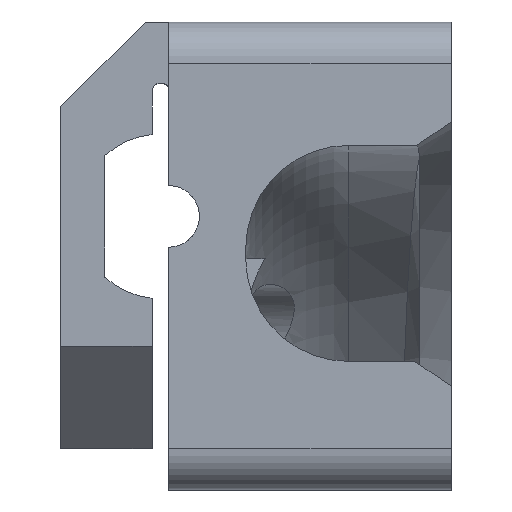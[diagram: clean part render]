
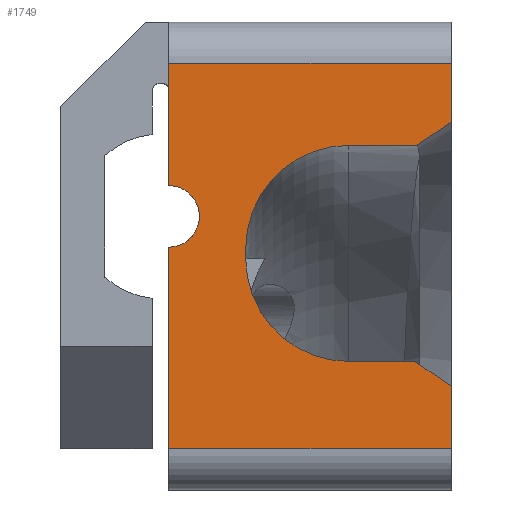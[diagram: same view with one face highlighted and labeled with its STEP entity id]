
A CAD part, left-side view. The second image highlights one B-rep face of the part: STEP entity #1749.
In plain terms, the highlighted planar face has unit normal (-1, 0, 0).
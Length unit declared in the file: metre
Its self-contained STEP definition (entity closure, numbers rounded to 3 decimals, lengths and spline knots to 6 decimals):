
#75=CIRCLE('',#1815,0.01);
#92=CIRCLE('',#1853,0.003);
#98=CIRCLE('',#1882,0.01);
#468=ORIENTED_EDGE('',*,*,#785,.T.);
#469=ORIENTED_EDGE('',*,*,#692,.T.);
#470=ORIENTED_EDGE('',*,*,#713,.T.);
#471=ORIENTED_EDGE('',*,*,#618,.T.);
#472=ORIENTED_EDGE('',*,*,#736,.T.);
#473=ORIENTED_EDGE('',*,*,#599,.T.);
#474=ORIENTED_EDGE('',*,*,#712,.T.);
#475=ORIENTED_EDGE('',*,*,#646,.T.);
#476=ORIENTED_EDGE('',*,*,#669,.T.);
#477=ORIENTED_EDGE('',*,*,#675,.T.);
#478=ORIENTED_EDGE('',*,*,#672,.T.);
#479=ORIENTED_EDGE('',*,*,#797,.T.);
#480=ORIENTED_EDGE('',*,*,#788,.T.);
#481=ORIENTED_EDGE('',*,*,#794,.T.);
#599=EDGE_CURVE('',#845,#844,#1012,.T.);
#618=EDGE_CURVE('',#863,#864,#1027,.T.);
#646=EDGE_CURVE('',#892,#891,#1047,.T.);
#669=EDGE_CURVE('',#891,#910,#1058,.T.);
#672=EDGE_CURVE('',#914,#913,#75,.T.);
#675=EDGE_CURVE('',#910,#914,#1062,.T.);
#692=EDGE_CURVE('',#926,#925,#1074,.T.);
#712=EDGE_CURVE('',#844,#892,#1087,.T.);
#713=EDGE_CURVE('',#925,#863,#1088,.T.);
#736=EDGE_CURVE('',#864,#845,#92,.T.);
#785=EDGE_CURVE('',#986,#926,#1139,.T.);
#788=EDGE_CURVE('',#988,#987,#98,.T.);
#794=EDGE_CURVE('',#987,#986,#1146,.T.);
#797=EDGE_CURVE('',#913,#988,#1149,.T.);
#844=VERTEX_POINT('',#2400);
#845=VERTEX_POINT('',#2402);
#863=VERTEX_POINT('',#2446);
#864=VERTEX_POINT('',#2447);
#891=VERTEX_POINT('',#2510);
#892=VERTEX_POINT('',#2512);
#910=VERTEX_POINT('',#2582);
#913=VERTEX_POINT('',#2589);
#914=VERTEX_POINT('',#2591);
#925=VERTEX_POINT('',#2631);
#926=VERTEX_POINT('',#2633);
#986=VERTEX_POINT('',#2874);
#987=VERTEX_POINT('',#2878);
#988=VERTEX_POINT('',#2880);
#1012=LINE('',#2401,#1191);
#1027=LINE('',#2445,#1206);
#1047=LINE('',#2511,#1226);
#1058=LINE('',#2583,#1237);
#1062=LINE('',#2595,#1241);
#1074=LINE('',#2632,#1253);
#1087=LINE('',#2687,#1266);
#1088=LINE('',#2689,#1267);
#1139=LINE('',#2873,#1318);
#1146=LINE('',#2890,#1325);
#1149=LINE('',#2897,#1328);
#1191=VECTOR('',#1937,1.);
#1206=VECTOR('',#1958,1.);
#1226=VECTOR('',#1996,1.);
#1237=VECTOR('',#2031,1.);
#1241=VECTOR('',#2043,1.);
#1253=VECTOR('',#2067,1.);
#1266=VECTOR('',#2108,1.);
#1267=VECTOR('',#2111,1.);
#1318=VECTOR('',#2248,1.);
#1325=VECTOR('',#2265,1.);
#1328=VECTOR('',#2274,1.);
#1459=EDGE_LOOP('',(#468,#469,#470,#471,#472,#473,#474,#475,#476,#477,#478,
#479,#480,#481));
#1583=FACE_BOUND('',#1459,.T.);
#1660=PLANE('',#1899);
#1749=ADVANCED_FACE('',(#1583),#1660,.F.);
#1815=AXIS2_PLACEMENT_3D('',#2590,#2037,#2038);
#1853=AXIS2_PLACEMENT_3D('',#2769,#2149,#2150);
#1882=AXIS2_PLACEMENT_3D('',#2879,#2253,#2254);
#1899=AXIS2_PLACEMENT_3D('',#2919,#2304,#2305);
#1937=DIRECTION('',(0.,0.,-1.));
#1958=DIRECTION('',(0.,0.,-1.));
#1996=DIRECTION('',(0.,0.,1.));
#2031=DIRECTION('',(0.,0.828,0.561));
#2037=DIRECTION('',(1.,0.,0.));
#2038=DIRECTION('',(0.,0.,-1.));
#2043=DIRECTION('',(0.,1.,0.));
#2067=DIRECTION('',(0.,0.,1.));
#2108=DIRECTION('',(0.,-1.,0.));
#2111=DIRECTION('',(0.,1.,0.));
#2149=DIRECTION('',(1.,0.,0.));
#2150=DIRECTION('',(0.,0.,-1.));
#2248=DIRECTION('',(0.,-0.828,0.561));
#2253=DIRECTION('',(1.,0.,0.));
#2254=DIRECTION('',(0.,0.,-1.));
#2265=DIRECTION('',(0.,-1.,0.));
#2274=DIRECTION('',(0.,0.,1.));
#2304=DIRECTION('',(1.,0.,0.));
#2305=DIRECTION('',(0.,0.,1.));
#2400=CARTESIAN_POINT('',(-0.388,0.5925,1.2745));
#2401=CARTESIAN_POINT('',(-0.388,0.5925,1.297501));
#2402=CARTESIAN_POINT('',(-0.388,0.5925,1.294101));
#2445=CARTESIAN_POINT('',(-0.388,0.5925,1.297501));
#2446=CARTESIAN_POINT('',(-0.388,0.5925,1.312));
#2447=CARTESIAN_POINT('',(-0.388,0.5925,1.300101));
#2510=CARTESIAN_POINT('',(-0.388,0.565,1.280585));
#2511=CARTESIAN_POINT('',(-0.388,0.565,1.074));
#2512=CARTESIAN_POINT('',(-0.388,0.565,1.2745));
#2582=CARTESIAN_POINT('',(-0.388,0.568567,1.283));
#2583=CARTESIAN_POINT('',(-0.388,0.567978,1.282601));
#2589=CARTESIAN_POINT('',(-0.388,0.585,1.293));
#2590=CARTESIAN_POINT('',(-0.388,0.575,1.293));
#2591=CARTESIAN_POINT('',(-0.388,0.575,1.283));
#2595=CARTESIAN_POINT('',(-0.388,0.585,1.283));
#2631=CARTESIAN_POINT('',(-0.388,0.565,1.312));
#2632=CARTESIAN_POINT('',(-0.388,0.565,1.074));
#2633=CARTESIAN_POINT('',(-0.388,0.565,1.306294));
#2687=CARTESIAN_POINT('',(-0.388,0.5925,1.2745));
#2689=CARTESIAN_POINT('',(-0.388,0.565,1.312));
#2769=CARTESIAN_POINT('',(-0.388,0.5925,1.297101));
#2873=CARTESIAN_POINT('',(-0.388,0.686554,1.223998));
#2874=CARTESIAN_POINT('',(-0.388,0.568389,1.304));
#2878=CARTESIAN_POINT('',(-0.388,0.575,1.304));
#2879=CARTESIAN_POINT('',(-0.388,0.575,1.294));
#2880=CARTESIAN_POINT('',(-0.388,0.585,1.294));
#2890=CARTESIAN_POINT('',(-0.388,0.585,1.304));
#2897=CARTESIAN_POINT('',(-0.388,0.585,1.074));
#2919=CARTESIAN_POINT('',(-0.388,0.585,1.074));
